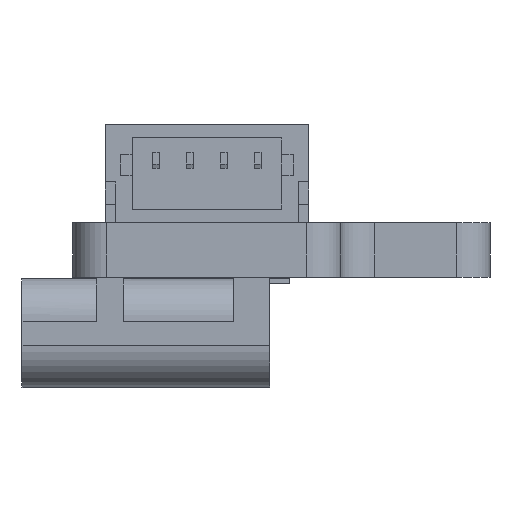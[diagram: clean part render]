
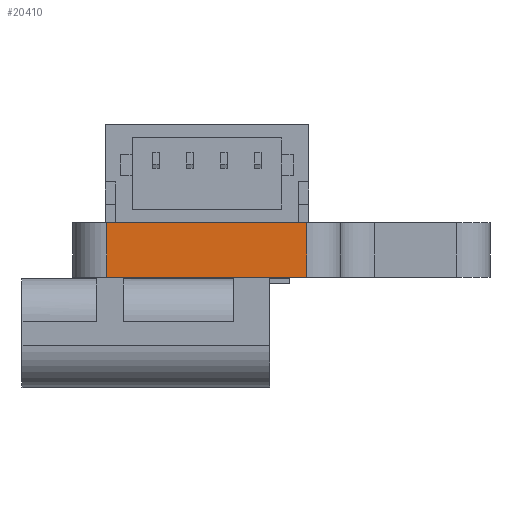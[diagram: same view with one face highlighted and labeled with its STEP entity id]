
A CAD part, left-side view. The second image highlights one B-rep face of the part: STEP entity #20410.
In plain terms, the highlighted planar face has unit normal (-1, 0, 0).
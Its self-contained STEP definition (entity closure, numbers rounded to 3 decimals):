
#17953 = PLANE('',#17954);
#17954 = AXIS2_PLACEMENT_3D('',#17955,#17956,#17957);
#17955 = CARTESIAN_POINT('',(64.055,-52.801,1.6));
#17956 = DIRECTION('',(0.,0.,1.));
#17957 = DIRECTION('',(1.,0.,0.));
#18007 = PLANE('',#18008);
#18008 = AXIS2_PLACEMENT_3D('',#18009,#18010,#18011);
#18009 = CARTESIAN_POINT('',(64.055,-52.801,0.));
#18010 = DIRECTION('',(0.,0.,1.));
#18011 = DIRECTION('',(1.,0.,0.));
#18376 = VERTEX_POINT('',#18377);
#18377 = CARTESIAN_POINT('',(45.764,-48.006,0.));
#18392 = CYLINDRICAL_SURFACE('',#18393,1.);
#18393 = AXIS2_PLACEMENT_3D('',#18394,#18395,#18396);
#18394 = CARTESIAN_POINT('',(46.764,-48.006,0.));
#18395 = DIRECTION('',(0.,0.,-1.));
#18396 = DIRECTION('',(1.,0.,0.));
#18404 = EDGE_CURVE('',#18376,#18405,#18407,.T.);
#18405 = VERTEX_POINT('',#18406);
#18406 = CARTESIAN_POINT('',(45.764,-53.906,0.));
#18407 = SURFACE_CURVE('',#18408,(#18412,#18419),.PCURVE_S1.);
#18408 = LINE('',#18409,#18410);
#18409 = CARTESIAN_POINT('',(45.764,-48.006,0.));
#18410 = VECTOR('',#18411,1.);
#18411 = DIRECTION('',(0.,-1.,0.));
#18412 = PCURVE('',#18007,#18413);
#18413 = DEFINITIONAL_REPRESENTATION('',(#18414),#18418);
#18414 = LINE('',#18415,#18416);
#18415 = CARTESIAN_POINT('',(-18.292,4.795));
#18416 = VECTOR('',#18417,1.);
#18417 = DIRECTION('',(0.,-1.));
#18418 = ( GEOMETRIC_REPRESENTATION_CONTEXT(2) 
PARAMETRIC_REPRESENTATION_CONTEXT() REPRESENTATION_CONTEXT('2D SPACE',''
  ) );
#18419 = PCURVE('',#18420,#18425);
#18420 = PLANE('',#18421);
#18421 = AXIS2_PLACEMENT_3D('',#18422,#18423,#18424);
#18422 = CARTESIAN_POINT('',(45.764,-48.006,0.));
#18423 = DIRECTION('',(1.,0.,0.));
#18424 = DIRECTION('',(0.,-1.,0.));
#18425 = DEFINITIONAL_REPRESENTATION('',(#18426),#18430);
#18426 = LINE('',#18427,#18428);
#18427 = CARTESIAN_POINT('',(0.,0.));
#18428 = VECTOR('',#18429,1.);
#18429 = DIRECTION('',(1.,0.));
#18430 = ( GEOMETRIC_REPRESENTATION_CONTEXT(2) 
PARAMETRIC_REPRESENTATION_CONTEXT() REPRESENTATION_CONTEXT('2D SPACE',''
  ) );
#18449 = CYLINDRICAL_SURFACE('',#18450,1.);
#18450 = AXIS2_PLACEMENT_3D('',#18451,#18452,#18453);
#18451 = CARTESIAN_POINT('',(46.764,-53.906,0.));
#18452 = DIRECTION('',(0.,0.,-1.));
#18453 = DIRECTION('',(1.,0.,0.));
#19387 = VERTEX_POINT('',#19388);
#19388 = CARTESIAN_POINT('',(45.764,-48.006,1.6));
#19410 = EDGE_CURVE('',#19387,#19411,#19413,.T.);
#19411 = VERTEX_POINT('',#19412);
#19412 = CARTESIAN_POINT('',(45.764,-53.906,1.6));
#19413 = SURFACE_CURVE('',#19414,(#19418,#19425),.PCURVE_S1.);
#19414 = LINE('',#19415,#19416);
#19415 = CARTESIAN_POINT('',(45.764,-48.006,1.6));
#19416 = VECTOR('',#19417,1.);
#19417 = DIRECTION('',(0.,-1.,0.));
#19418 = PCURVE('',#17953,#19419);
#19419 = DEFINITIONAL_REPRESENTATION('',(#19420),#19424);
#19420 = LINE('',#19421,#19422);
#19421 = CARTESIAN_POINT('',(-18.292,4.795));
#19422 = VECTOR('',#19423,1.);
#19423 = DIRECTION('',(0.,-1.));
#19424 = ( GEOMETRIC_REPRESENTATION_CONTEXT(2) 
PARAMETRIC_REPRESENTATION_CONTEXT() REPRESENTATION_CONTEXT('2D SPACE',''
  ) );
#19425 = PCURVE('',#18420,#19426);
#19426 = DEFINITIONAL_REPRESENTATION('',(#19427),#19431);
#19427 = LINE('',#19428,#19429);
#19428 = CARTESIAN_POINT('',(0.,-1.6));
#19429 = VECTOR('',#19430,1.);
#19430 = DIRECTION('',(1.,0.));
#19431 = ( GEOMETRIC_REPRESENTATION_CONTEXT(2) 
PARAMETRIC_REPRESENTATION_CONTEXT() REPRESENTATION_CONTEXT('2D SPACE',''
  ) );
#20360 = EDGE_CURVE('',#18405,#19411,#20361,.T.);
#20361 = SURFACE_CURVE('',#20362,(#20366,#20373),.PCURVE_S1.);
#20362 = LINE('',#20363,#20364);
#20363 = CARTESIAN_POINT('',(45.764,-53.906,0.));
#20364 = VECTOR('',#20365,1.);
#20365 = DIRECTION('',(0.,0.,1.));
#20366 = PCURVE('',#18449,#20367);
#20367 = DEFINITIONAL_REPRESENTATION('',(#20368),#20372);
#20368 = LINE('',#20369,#20370);
#20369 = CARTESIAN_POINT('',(-3.142,0.));
#20370 = VECTOR('',#20371,1.);
#20371 = DIRECTION('',(0.,-1.));
#20372 = ( GEOMETRIC_REPRESENTATION_CONTEXT(2) 
PARAMETRIC_REPRESENTATION_CONTEXT() REPRESENTATION_CONTEXT('2D SPACE',''
  ) );
#20373 = PCURVE('',#18420,#20374);
#20374 = DEFINITIONAL_REPRESENTATION('',(#20375),#20379);
#20375 = LINE('',#20376,#20377);
#20376 = CARTESIAN_POINT('',(5.9,0.));
#20377 = VECTOR('',#20378,1.);
#20378 = DIRECTION('',(0.,-1.));
#20379 = ( GEOMETRIC_REPRESENTATION_CONTEXT(2) 
PARAMETRIC_REPRESENTATION_CONTEXT() REPRESENTATION_CONTEXT('2D SPACE',''
  ) );
#20410 = ADVANCED_FACE('',(#20411),#18420,.F.);
#20411 = FACE_BOUND('',#20412,.F.);
#20412 = EDGE_LOOP('',(#20413,#20434,#20435,#20436));
#20413 = ORIENTED_EDGE('',*,*,#20414,.T.);
#20414 = EDGE_CURVE('',#18376,#19387,#20415,.T.);
#20415 = SURFACE_CURVE('',#20416,(#20420,#20427),.PCURVE_S1.);
#20416 = LINE('',#20417,#20418);
#20417 = CARTESIAN_POINT('',(45.764,-48.006,0.));
#20418 = VECTOR('',#20419,1.);
#20419 = DIRECTION('',(0.,0.,1.));
#20420 = PCURVE('',#18420,#20421);
#20421 = DEFINITIONAL_REPRESENTATION('',(#20422),#20426);
#20422 = LINE('',#20423,#20424);
#20423 = CARTESIAN_POINT('',(0.,0.));
#20424 = VECTOR('',#20425,1.);
#20425 = DIRECTION('',(0.,-1.));
#20426 = ( GEOMETRIC_REPRESENTATION_CONTEXT(2) 
PARAMETRIC_REPRESENTATION_CONTEXT() REPRESENTATION_CONTEXT('2D SPACE',''
  ) );
#20427 = PCURVE('',#18392,#20428);
#20428 = DEFINITIONAL_REPRESENTATION('',(#20429),#20433);
#20429 = LINE('',#20430,#20431);
#20430 = CARTESIAN_POINT('',(-3.142,0.));
#20431 = VECTOR('',#20432,1.);
#20432 = DIRECTION('',(0.,-1.));
#20433 = ( GEOMETRIC_REPRESENTATION_CONTEXT(2) 
PARAMETRIC_REPRESENTATION_CONTEXT() REPRESENTATION_CONTEXT('2D SPACE',''
  ) );
#20434 = ORIENTED_EDGE('',*,*,#19410,.T.);
#20435 = ORIENTED_EDGE('',*,*,#20360,.F.);
#20436 = ORIENTED_EDGE('',*,*,#18404,.F.);
